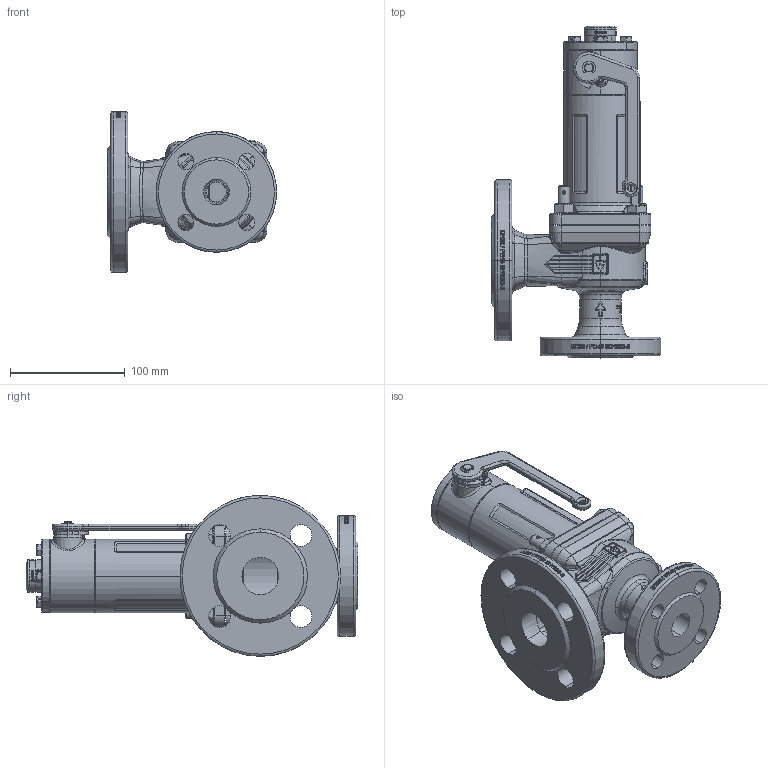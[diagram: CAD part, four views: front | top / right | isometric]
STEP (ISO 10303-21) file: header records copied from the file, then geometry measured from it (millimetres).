
FILE_DESCRIPTION (( 'STEP AP214' ), '1' );
FILE_NAME ('355TGFL_20_FLFL_2032_MD.STEP', '2020-07-21T13:16:20', ( '' ), ( '' ), 'SwSTEP 2.0', 'SolidWorks 2018', '' );
FILE_SCHEMA (( 'AUTOMOTIVE_DESIGN' ));
Length unit declared in the file: millimetre
Products named in the file (2): 355TGFL_20_FLFL_2032_MD
Bounding box: 147.5 x 289 x 140 mm (x, y, z)
Volume: 891885.9 mm3; surface area: 241376.1 mm2
Topology: 21 solids, 21 shells, 2191 faces, 5897 edges, 3931 vertices
Faces by surface type: bspline 637, cylinder 602, plane 567, cone 229, torus 122, sphere 34
Entity records: 170853 total; most frequent: CARTESIAN_POINT 96001, ORIENTED_EDGE 11694, DIRECTION 8827, EDGE_CURVE 5847, VERTEX_POINT 3928, AXIS2_PLACEMENT_3D 3548, EDGE_LOOP 2499, UNCERTAINTY_MEASURE_WITH_UNIT 2205
